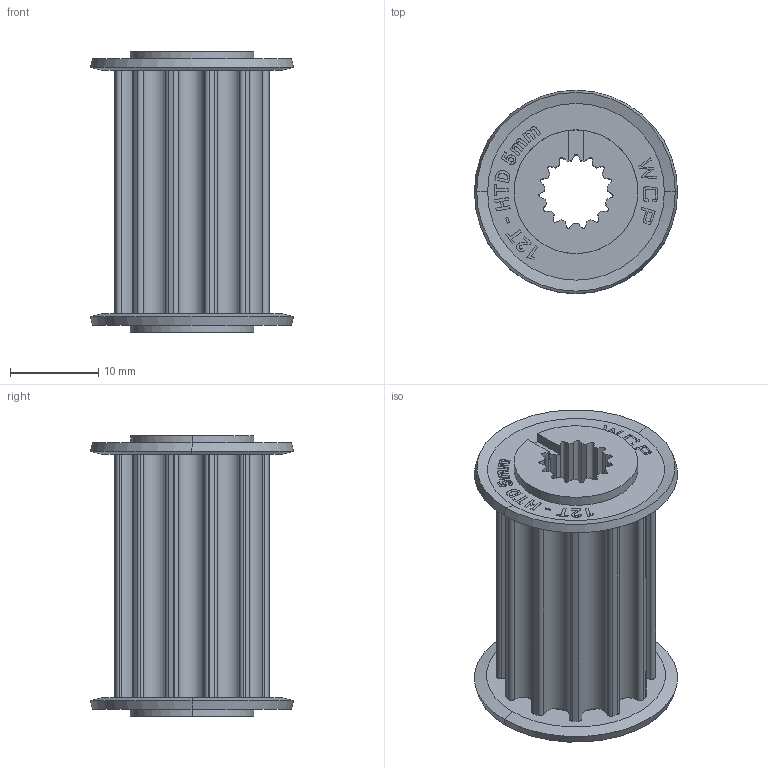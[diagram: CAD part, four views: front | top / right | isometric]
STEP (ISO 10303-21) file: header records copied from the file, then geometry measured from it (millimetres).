
FILE_DESCRIPTION (( 'STEP AP214' ), '1' );
FILE_NAME ('WCP-1018 Rev1.step', '2023-08-16T19:23:40', ( '' ), ( '' ), 'SwSTEP 2.0', 'SolidWorks 2022', '' );
FILE_SCHEMA (( 'AUTOMOTIVE_DESIGN' ));
Length unit declared in the file: inch
Products named in the file (1): WCP-1018 Rev1
Bounding box: 23 x 23 x 31.74 mm (x, y, z)
Volume: 4861.5 mm3; surface area: 5116.2 mm2
Topology: 3 solids, 3 shells, 349 faces, 931 edges, 602 vertices
Faces by surface type: plane 190, cylinder 89, bspline 58, cone 12
Entity records: 14857 total; most frequent: CARTESIAN_POINT 6221, ORIENTED_EDGE 1862, DIRECTION 1693, EDGE_CURVE 931, VERTEX_POINT 602, AXIS2_PLACEMENT_3D 586, VECTOR 521, LINE 521
